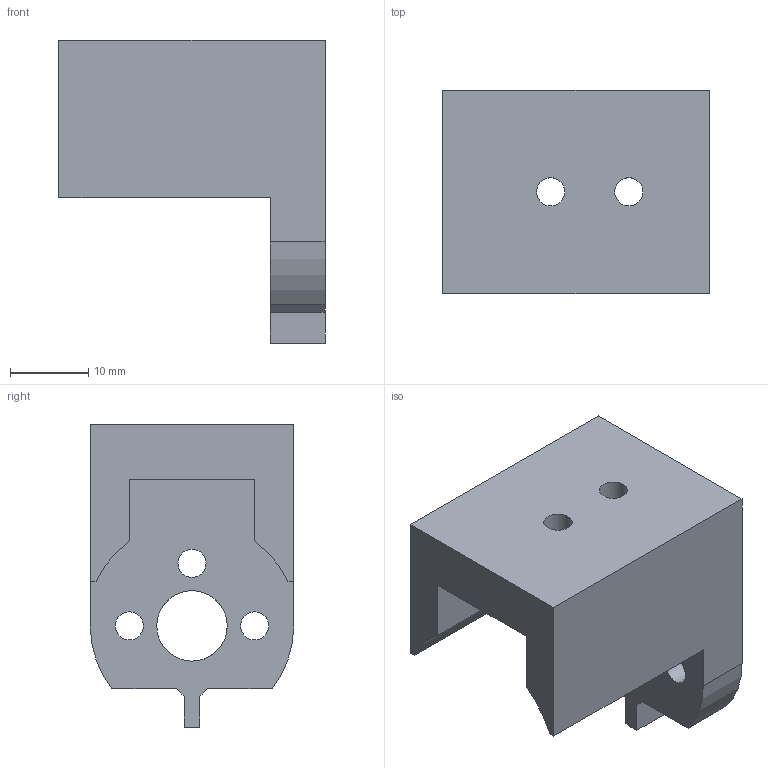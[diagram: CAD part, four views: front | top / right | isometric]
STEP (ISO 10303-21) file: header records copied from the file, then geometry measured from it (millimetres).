
FILE_DESCRIPTION(('FreeCAD Model'),'2;1');
FILE_NAME('Carro Y.step', '2018-02-12T08:18:27',('Author'),(''), 'Open CASCADE STEP processor 6.8','FreeCAD','Unknown');
FILE_SCHEMA(('AUTOMOTIVE_DESIGN_CC2 { 1 2 10303 214 -1 1 5 4 }'));
Length unit declared in the file: millimetre
Products named in the file (2): ASSEMBLY; CarroY
Assembly tree (1 placements, depth 2):
  ASSEMBLY
    CarroY
Bounding box: 34 x 26 x 38.75 mm (x, y, z)
Volume: 12659.8 mm3; surface area: 6209.2 mm2
Topology: 1 solids, 1 shells, 63 faces, 170 edges, 114 vertices
Faces by surface type: plane 52, cylinder 11
Full cylindrical faces by diameter (mm): 3.6 x5, 9 x1
Entity records: 4222 total; most frequent: CARTESIAN_POINT 731, DIRECTION 637, LINE 438, VECTOR 438, ORIENTED_EDGE 340, PCURVE 340, DEFINITIONAL_REPRESENTATION 340, EDGE_CURVE 170
